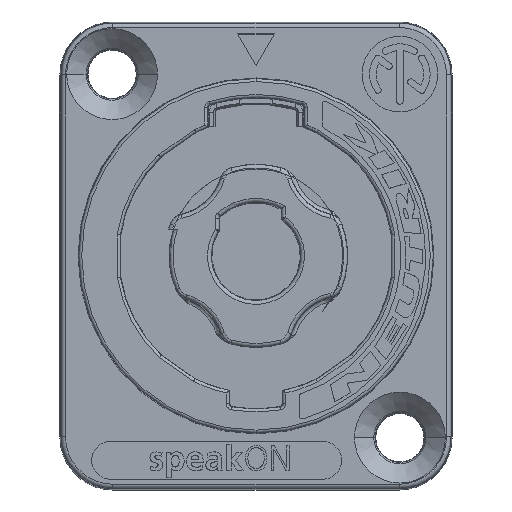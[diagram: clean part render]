
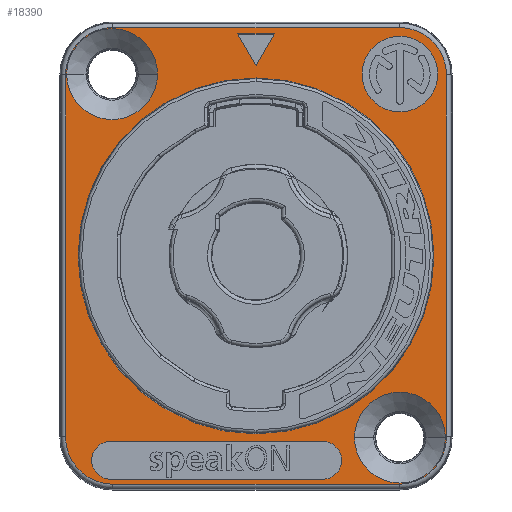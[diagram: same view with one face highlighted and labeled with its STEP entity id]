
A CAD part, top view. The second image highlights one B-rep face of the part: STEP entity #18390.
In plain terms, the highlighted planar face has unit normal (0, 0, 1).
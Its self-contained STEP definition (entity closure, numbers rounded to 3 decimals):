
#60=CARTESIAN_POINT('',(9.5,12.,4.5));
#61=DIRECTION('',(0.,0.,1.));
#62=DIRECTION('',(1.,0.,0.));
#63=AXIS2_PLACEMENT_3D('',#60,#61,#62);
#65=CARTESIAN_POINT('',(9.5,12.,4.5));
#66=DIRECTION('',(0.,0.,1.));
#67=DIRECTION('',(-1.,0.,0.));
#68=AXIS2_PLACEMENT_3D('',#65,#66,#67);
#70=CARTESIAN_POINT('',(-9.6,-13.5,4.5));
#71=DIRECTION('',(0.,0.,1.));
#72=DIRECTION('',(0.,1.,0.));
#73=AXIS2_PLACEMENT_3D('',#70,#71,#72);
#75=DIRECTION('',(1.,0.,0.));
#76=VECTOR('',#75,14.);
#77=CARTESIAN_POINT('',(-9.6,-14.75,4.5));
#78=LINE('',#77,#76);
#79=CARTESIAN_POINT('',(4.4,-13.5,4.5));
#80=DIRECTION('',(0.,0.,1.));
#81=DIRECTION('',(0.,-1.,0.));
#82=AXIS2_PLACEMENT_3D('',#79,#80,#81);
#84=DIRECTION('',(-1.,0.,0.));
#85=VECTOR('',#84,14.);
#86=CARTESIAN_POINT('',(4.4,-12.25,4.5));
#87=LINE('',#86,#85);
#88=DIRECTION('',(0.5,-0.866,0.));
#89=VECTOR('',#88,2.4);
#90=CARTESIAN_POINT('',(-1.2,14.65,4.5));
#91=LINE('',#90,#89);
#92=DIRECTION('',(0.5,0.866,0.));
#93=VECTOR('',#92,2.4);
#94=CARTESIAN_POINT('',(0.,12.572,4.5));
#95=LINE('',#94,#93);
#96=DIRECTION('',(-1.,0.,0.));
#97=VECTOR('',#96,2.4);
#98=CARTESIAN_POINT('',(1.2,14.65,4.5));
#99=LINE('',#98,#97);
#100=CARTESIAN_POINT('',(-9.5,12.,4.5));
#101=DIRECTION('',(0.,0.,1.));
#102=DIRECTION('',(-1.,0.,0.));
#103=AXIS2_PLACEMENT_3D('',#100,#101,#102);
#105=CARTESIAN_POINT('',(-9.5,12.,4.5));
#106=DIRECTION('',(0.,0.,1.));
#107=DIRECTION('',(1.,0.,0.));
#108=AXIS2_PLACEMENT_3D('',#105,#106,#107);
#110=CARTESIAN_POINT('',(9.5,-12.,4.5));
#111=DIRECTION('',(0.,0.,1.));
#112=DIRECTION('',(1.,0.,0.));
#113=AXIS2_PLACEMENT_3D('',#110,#111,#112);
#115=CARTESIAN_POINT('',(9.5,-12.,4.5));
#116=DIRECTION('',(0.,0.,1.));
#117=DIRECTION('',(-1.,0.,0.));
#118=AXIS2_PLACEMENT_3D('',#115,#116,#117);
#120=CARTESIAN_POINT('',(-9.45,11.95,4.5));
#121=DIRECTION('',(0.,0.,1.));
#122=DIRECTION('',(0.,1.,0.));
#123=AXIS2_PLACEMENT_3D('',#120,#121,#122);
#125=DIRECTION('',(-1.,0.,0.));
#126=VECTOR('',#125,18.9);
#127=CARTESIAN_POINT('',(9.45,15.077,4.5));
#128=LINE('',#127,#126);
#129=CARTESIAN_POINT('',(9.45,11.95,4.5));
#130=DIRECTION('',(0.,0.,1.));
#131=DIRECTION('',(1.,0.,0.));
#132=AXIS2_PLACEMENT_3D('',#129,#130,#131);
#134=DIRECTION('',(0.,1.,0.));
#135=VECTOR('',#134,23.9);
#136=CARTESIAN_POINT('',(12.577,-11.95,4.5));
#137=LINE('',#136,#135);
#138=CARTESIAN_POINT('',(9.45,-11.95,4.5));
#139=DIRECTION('',(0.,0.,1.));
#140=DIRECTION('',(0.,-1.,0.));
#141=AXIS2_PLACEMENT_3D('',#138,#139,#140);
#143=DIRECTION('',(1.,0.,0.));
#144=VECTOR('',#143,18.9);
#145=CARTESIAN_POINT('',(-9.45,-15.077,4.5));
#146=LINE('',#145,#144);
#147=CARTESIAN_POINT('',(-9.45,-11.95,4.5));
#148=DIRECTION('',(0.,0.,1.));
#149=DIRECTION('',(-1.,0.,0.));
#150=AXIS2_PLACEMENT_3D('',#147,#148,#149);
#152=DIRECTION('',(0.,-1.,0.));
#153=VECTOR('',#152,23.9);
#154=CARTESIAN_POINT('',(-12.577,11.95,4.5));
#155=LINE('',#154,#153);
#161=CARTESIAN_POINT('',(0.,0.,4.5));
#162=DIRECTION('',(0.,0.,-1.));
#163=DIRECTION('',(0.,1.,0.));
#164=AXIS2_PLACEMENT_3D('',#161,#162,#163);
#1517=CARTESIAN_POINT('',(0.,0.,4.5));
#1518=DIRECTION('',(0.,0.,1.));
#1519=DIRECTION('',(0.,1.,0.));
#1520=AXIS2_PLACEMENT_3D('',#1517,#1518,#1519);
#15719=CARTESIAN_POINT('',(0.,11.75,4.5));
#15720=CARTESIAN_POINT('',(0.,-11.75,4.5));
#15721=VERTEX_POINT('',#15719);
#15722=VERTEX_POINT('',#15720);
#15757=CARTESIAN_POINT('',(12.,12.,4.5));
#15758=CARTESIAN_POINT('',(7.,12.,4.5));
#15759=VERTEX_POINT('',#15757);
#15760=VERTEX_POINT('',#15758);
#15761=CARTESIAN_POINT('',(-9.6,-12.25,4.5));
#15762=CARTESIAN_POINT('',(-9.6,-14.75,4.5));
#15763=VERTEX_POINT('',#15761);
#15764=VERTEX_POINT('',#15762);
#15765=CARTESIAN_POINT('',(4.4,-14.75,4.5));
#15766=VERTEX_POINT('',#15765);
#15767=CARTESIAN_POINT('',(4.4,-12.25,4.5));
#15768=VERTEX_POINT('',#15767);
#15769=CARTESIAN_POINT('',(-1.2,14.65,4.5));
#15770=CARTESIAN_POINT('',(0.,12.572,4.5));
#15771=VERTEX_POINT('',#15769);
#15772=VERTEX_POINT('',#15770);
#15773=CARTESIAN_POINT('',(1.2,14.65,4.5));
#15774=VERTEX_POINT('',#15773);
#17094=CARTESIAN_POINT('',(-12.5,12.,4.5));
#17095=CARTESIAN_POINT('',(-6.5,12.,4.5));
#17096=VERTEX_POINT('',#17094);
#17097=VERTEX_POINT('',#17095);
#17102=CARTESIAN_POINT('',(12.5,-12.,4.5));
#17103=CARTESIAN_POINT('',(6.5,-12.,4.5));
#17104=VERTEX_POINT('',#17102);
#17105=VERTEX_POINT('',#17103);
#17114=CARTESIAN_POINT('',(-9.45,15.077,4.5));
#17115=CARTESIAN_POINT('',(-12.577,11.95,4.5));
#17116=VERTEX_POINT('',#17114);
#17117=VERTEX_POINT('',#17115);
#17122=CARTESIAN_POINT('',(-12.577,-11.95,4.5));
#17123=VERTEX_POINT('',#17122);
#17126=CARTESIAN_POINT('',(-9.45,-15.077,4.5));
#17127=VERTEX_POINT('',#17126);
#17130=CARTESIAN_POINT('',(9.45,-15.077,4.5));
#17131=VERTEX_POINT('',#17130);
#17134=CARTESIAN_POINT('',(12.577,-11.95,4.5));
#17135=VERTEX_POINT('',#17134);
#17138=CARTESIAN_POINT('',(12.577,11.95,4.5));
#17139=VERTEX_POINT('',#17138);
#17142=CARTESIAN_POINT('',(9.45,15.077,4.5));
#17143=VERTEX_POINT('',#17142);
#18326=CARTESIAN_POINT('',(0.,0.,4.5));
#18327=DIRECTION('',(0.,0.,-1.));
#18328=DIRECTION('',(0.,-1.,0.));
#18329=AXIS2_PLACEMENT_3D('',#18326,#18327,#18328);
#18330=PLANE('',#18329);
#18332=ORIENTED_EDGE('',*,*,#18331,.F.);
#18334=ORIENTED_EDGE('',*,*,#18333,.F.);
#18336=ORIENTED_EDGE('',*,*,#18335,.F.);
#18338=ORIENTED_EDGE('',*,*,#18337,.F.);
#18340=ORIENTED_EDGE('',*,*,#18339,.F.);
#18342=ORIENTED_EDGE('',*,*,#18341,.F.);
#18344=ORIENTED_EDGE('',*,*,#18343,.F.);
#18346=ORIENTED_EDGE('',*,*,#18345,.F.);
#18347=EDGE_LOOP('',(#18332,#18334,#18336,#18338,#18340,#18342,#18344,#18346));
#18348=FACE_OUTER_BOUND('',#18347,.F.);
#18350=ORIENTED_EDGE('',*,*,#18349,.T.);
#18352=ORIENTED_EDGE('',*,*,#18351,.T.);
#18353=EDGE_LOOP('',(#18350,#18352));
#18354=FACE_BOUND('',#18353,.F.);
#18356=ORIENTED_EDGE('',*,*,#18355,.T.);
#18358=ORIENTED_EDGE('',*,*,#18357,.T.);
#18360=ORIENTED_EDGE('',*,*,#18359,.T.);
#18362=ORIENTED_EDGE('',*,*,#18361,.T.);
#18363=EDGE_LOOP('',(#18356,#18358,#18360,#18362));
#18364=FACE_BOUND('',#18363,.F.);
#18366=ORIENTED_EDGE('',*,*,#18365,.T.);
#18368=ORIENTED_EDGE('',*,*,#18367,.T.);
#18370=ORIENTED_EDGE('',*,*,#18369,.T.);
#18371=EDGE_LOOP('',(#18366,#18368,#18370));
#18372=FACE_BOUND('',#18371,.F.);
#18374=ORIENTED_EDGE('',*,*,#18373,.T.);
#18376=ORIENTED_EDGE('',*,*,#18375,.T.);
#18377=EDGE_LOOP('',(#18374,#18376));
#18378=FACE_BOUND('',#18377,.F.);
#18380=ORIENTED_EDGE('',*,*,#18379,.T.);
#18381=ORIENTED_EDGE('',*,*,#18316,.T.);
#18382=EDGE_LOOP('',(#18380,#18381));
#18383=FACE_BOUND('',#18382,.F.);
#18385=ORIENTED_EDGE('',*,*,#18384,.F.);
#18387=ORIENTED_EDGE('',*,*,#18386,.T.);
#18388=EDGE_LOOP('',(#18385,#18387));
#18389=FACE_BOUND('',#18388,.F.);
#18390=ADVANCED_FACE('',(#18348,#18354,#18364,#18372,#18378,#18383,#18389),
#18330,.F.);
#64=CIRCLE('',#63,2.5);
#69=CIRCLE('',#68,2.5);
#74=CIRCLE('',#73,1.25);
#83=CIRCLE('',#82,1.25);
#104=CIRCLE('',#103,3.);
#109=CIRCLE('',#108,3.);
#114=CIRCLE('',#113,3.);
#119=CIRCLE('',#118,3.);
#124=CIRCLE('',#123,3.127);
#133=CIRCLE('',#132,3.127);
#142=CIRCLE('',#141,3.127);
#151=CIRCLE('',#150,3.127);
#165=CIRCLE('',#164,11.75);
#1521=CIRCLE('',#1520,11.75);
#18316=EDGE_CURVE('',#17105,#17104,#119,.T.);
#18331=EDGE_CURVE('',#17116,#17117,#124,.T.);
#18333=EDGE_CURVE('',#17143,#17116,#128,.T.);
#18335=EDGE_CURVE('',#17139,#17143,#133,.T.);
#18337=EDGE_CURVE('',#17135,#17139,#137,.T.);
#18339=EDGE_CURVE('',#17131,#17135,#142,.T.);
#18341=EDGE_CURVE('',#17127,#17131,#146,.T.);
#18343=EDGE_CURVE('',#17123,#17127,#151,.T.);
#18345=EDGE_CURVE('',#17117,#17123,#155,.T.);
#18349=EDGE_CURVE('',#15759,#15760,#64,.T.);
#18351=EDGE_CURVE('',#15760,#15759,#69,.T.);
#18355=EDGE_CURVE('',#15763,#15764,#74,.T.);
#18357=EDGE_CURVE('',#15764,#15766,#78,.T.);
#18359=EDGE_CURVE('',#15766,#15768,#83,.T.);
#18361=EDGE_CURVE('',#15768,#15763,#87,.T.);
#18365=EDGE_CURVE('',#15771,#15772,#91,.T.);
#18367=EDGE_CURVE('',#15772,#15774,#95,.T.);
#18369=EDGE_CURVE('',#15774,#15771,#99,.T.);
#18373=EDGE_CURVE('',#17096,#17097,#104,.T.);
#18375=EDGE_CURVE('',#17097,#17096,#109,.T.);
#18379=EDGE_CURVE('',#17104,#17105,#114,.T.);
#18384=EDGE_CURVE('',#15721,#15722,#165,.T.);
#18386=EDGE_CURVE('',#15721,#15722,#1521,.T.);
